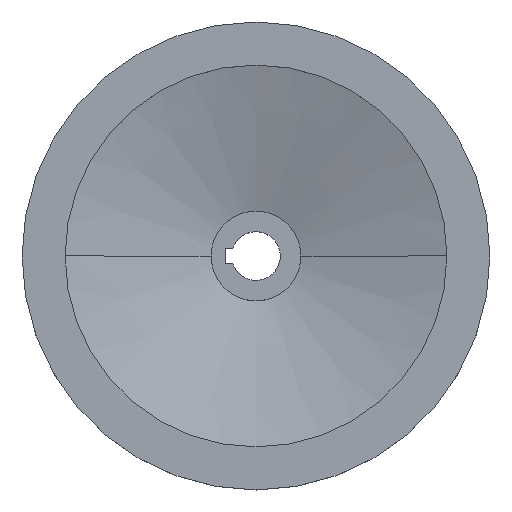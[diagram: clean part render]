
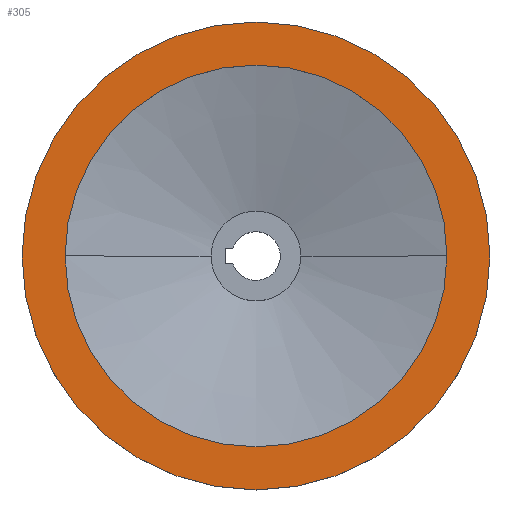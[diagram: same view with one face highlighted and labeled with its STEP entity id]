
A CAD part, top view. The second image highlights one B-rep face of the part: STEP entity #305.
In plain terms, the highlighted planar face has unit normal (0, 0, 1).
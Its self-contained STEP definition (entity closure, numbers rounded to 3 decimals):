
#145=EDGE_CURVE('',#203,#189,#368,.T.);
#153=EDGE_CURVE('',#173,#187,#377,.T.);
#173=VERTEX_POINT('',#399);
#187=VERTEX_POINT('',#415);
#189=VERTEX_POINT('',#417);
#203=VERTEX_POINT('',#431);
#227=EDGE_CURVE('',#187,#173,#458,.T.);
#297=EDGE_CURVE('',#189,#203,#537,.T.);
#305=ADVANCED_FACE('',(#549,#550),#551,.T.);
#368=CIRCLE('',#616,125.0);
#377=CIRCLE('',#627,102.0);
#399=CARTESIAN_POINT('',(-102.0,0.,51.0));
#415=CARTESIAN_POINT('',(102.0,0.,51.0));
#417=CARTESIAN_POINT('',(-125.0,0.,51.0));
#431=CARTESIAN_POINT('',(125.0,0.,51.0));
#458=CIRCLE('',#735,102.0);
#537=CIRCLE('',#839,125.0);
#549=FACE_OUTER_BOUND('',#853,.T.);
#550=FACE_BOUND('',#854,.T.);
#551=PLANE('',#855);
#616=AXIS2_PLACEMENT_3D('',#916,#917,#918);
#627=AXIS2_PLACEMENT_3D('',#930,#931,#932);
#735=AXIS2_PLACEMENT_3D('',#1021,#1022,#1023);
#839=AXIS2_PLACEMENT_3D('',#1113,#1114,#1115);
#853=EDGE_LOOP('',(#1137,#1138));
#854=EDGE_LOOP('',(#1139,#1140));
#855=AXIS2_PLACEMENT_3D('',#1141,#1142,#1143);
#916=CARTESIAN_POINT('',(0.,0.,51.0));
#917=DIRECTION('',(-0.0,0.0,-1.0));
#918=DIRECTION('',(-1.0,0.,0.0));
#930=CARTESIAN_POINT('',(0.,0.,51.0));
#931=DIRECTION('',(-0.0,0.0,-1.0));
#932=DIRECTION('',(-1.0,0.,0.0));
#1021=CARTESIAN_POINT('',(0.,0.,51.0));
#1022=DIRECTION('',(-0.0,0.0,-1.0));
#1023=DIRECTION('',(-1.0,0.,0.0));
#1113=CARTESIAN_POINT('',(0.,0.,51.0));
#1114=DIRECTION('',(-0.0,0.0,-1.0));
#1115=DIRECTION('',(-1.0,0.,0.0));
#1137=ORIENTED_EDGE('',*,*,#297,.F.);
#1138=ORIENTED_EDGE('',*,*,#145,.F.);
#1139=ORIENTED_EDGE('',*,*,#153,.T.);
#1140=ORIENTED_EDGE('',*,*,#227,.T.);
#1141=CARTESIAN_POINT('',(-113.5,0.,51.0));
#1142=DIRECTION('',(0.0,0.0,1.0));
#1143=DIRECTION('',(-1.0,0.,0.0));
